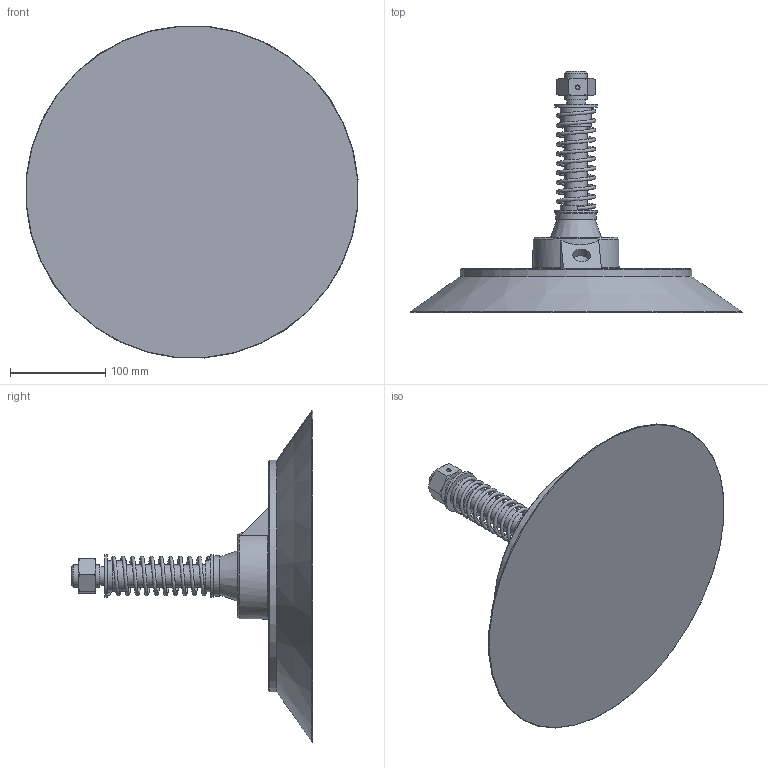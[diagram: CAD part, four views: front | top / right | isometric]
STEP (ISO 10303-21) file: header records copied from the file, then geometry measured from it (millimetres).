
FILE_DESCRIPTION(/* description */ (''),/* implementation_level */ '2;1');
FILE_NAME(/* name */ 'vdlcm60350sb.stp',/* time_stamp */ '2020-11-19T11:15:37+01:00',/* author */ ('enginyeria'),/* organization */ (''),/* preprocessor_version */ 'ST-DEVELOPER v17.2',/* originating_system */ 'Autodesk Inventor 2019',/* authorisation */ '');
FILE_SCHEMA (('CONFIG_CONTROL_DESIGN'));
Length unit declared in the file: millimetre
Products named in the file (1): Pieza65
Bounding box: 348.95 x 253.78 x 348.95 mm (x, y, z)
Volume: 3432065 mm3; surface area: 260159.1 mm2
Topology: 2 solids, 2 shells, 74 faces, 174 edges, 121 vertices
Faces by surface type: plane 31, cone 22, cylinder 18, torus 2, bspline 1
Full cylindrical faces by diameter (mm): 4.134 x1, 18.631 x1, 20 x1, 24 x3, 25 x2, 32 x1, 33 x2, 42.387 x1, 45 x2, 63 x1, 90.569 x1, 202 x1, 244 x1
Entity records: 7199 total; most frequent: CARTESIAN_POINT 5304, DIRECTION 394, ORIENTED_EDGE 346, AXIS2_PLACEMENT_3D 176, EDGE_CURVE 173, VERTEX_POINT 121, CIRCLE 101, EDGE_LOOP 94
